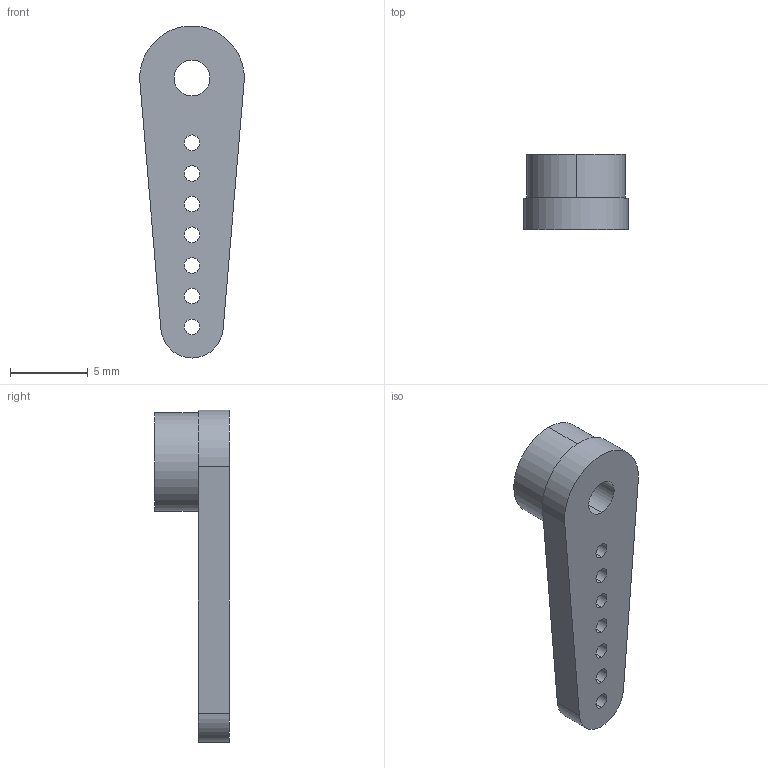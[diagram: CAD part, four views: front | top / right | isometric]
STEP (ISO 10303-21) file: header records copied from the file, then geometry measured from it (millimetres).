
FILE_DESCRIPTION (( 'STEP AP214' ), '1' );
FILE_NAME ('MG90S horn.STEP', '2023-09-14T11:57:21', ( '' ), ( '' ), 'SwSTEP 2.0', 'SolidWorks 2021', '' );
FILE_SCHEMA (( 'AUTOMOTIVE_DESIGN' ));
Length unit declared in the file: millimetre
Products named in the file (1): MG90S horn
Bounding box: 6.68 x 4.8 x 21.29 mm (x, y, z)
Volume: 248.3 mm3; surface area: 448.2 mm2
Topology: 1 solids, 1 shells, 29 faces, 75 edges, 50 vertices
Faces by surface type: cylinder 23, plane 6
Entity records: 981 total; most frequent: DIRECTION 181, CARTESIAN_POINT 155, ORIENTED_EDGE 150, AXIS2_PLACEMENT_3D 76, EDGE_CURVE 75, VERTEX_POINT 50, EDGE_LOOP 47, CIRCLE 46
